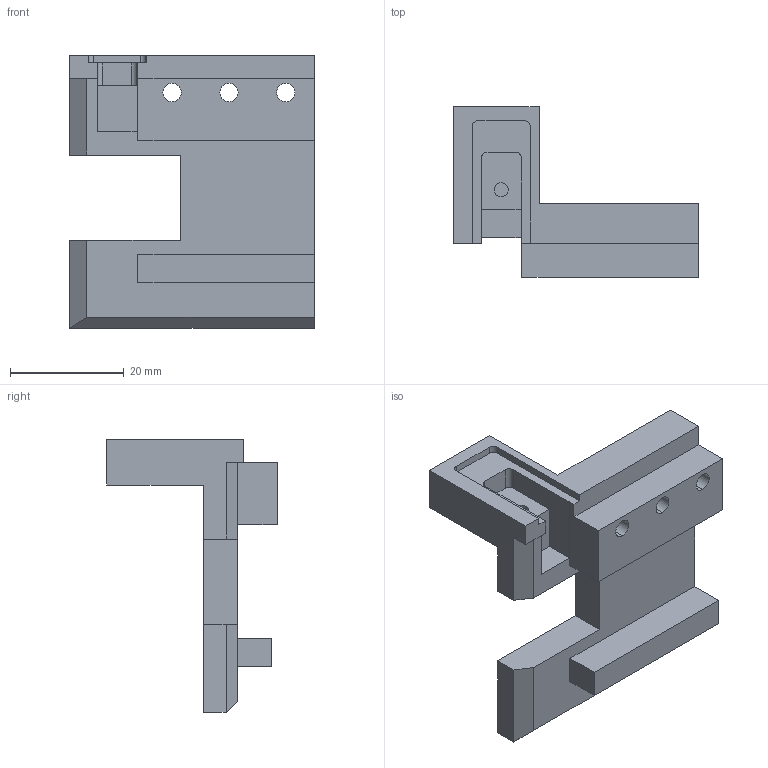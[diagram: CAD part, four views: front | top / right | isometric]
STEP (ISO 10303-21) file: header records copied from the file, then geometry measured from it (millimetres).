
FILE_DESCRIPTION (( 'STEP AP214' ), '1' );
FILE_NAME ('âåðõíåå êðåïëåíèå.STEP', '2022-05-16T07:31:40', ( '' ), ( '' ), 'SwSTEP 2.0', 'SolidWorks 2018', '' );
FILE_SCHEMA (( 'AUTOMOTIVE_DESIGN' ));
Length unit declared in the file: millimetre
Products named in the file (1): âåðõíåå êðåïëåíèå
Bounding box: 43 x 30 x 48 mm (x, y, z)
Volume: 14373.1 mm3; surface area: 7425.8 mm2
Topology: 1 solids, 1 shells, 70 faces, 184 edges, 122 vertices
Faces by surface type: plane 46, cylinder 24
Entity records: 2207 total; most frequent: CARTESIAN_POINT 377, DIRECTION 375, ORIENTED_EDGE 368, EDGE_CURVE 184, VECTOR 135, LINE 135, VERTEX_POINT 122, AXIS2_PLACEMENT_3D 120
